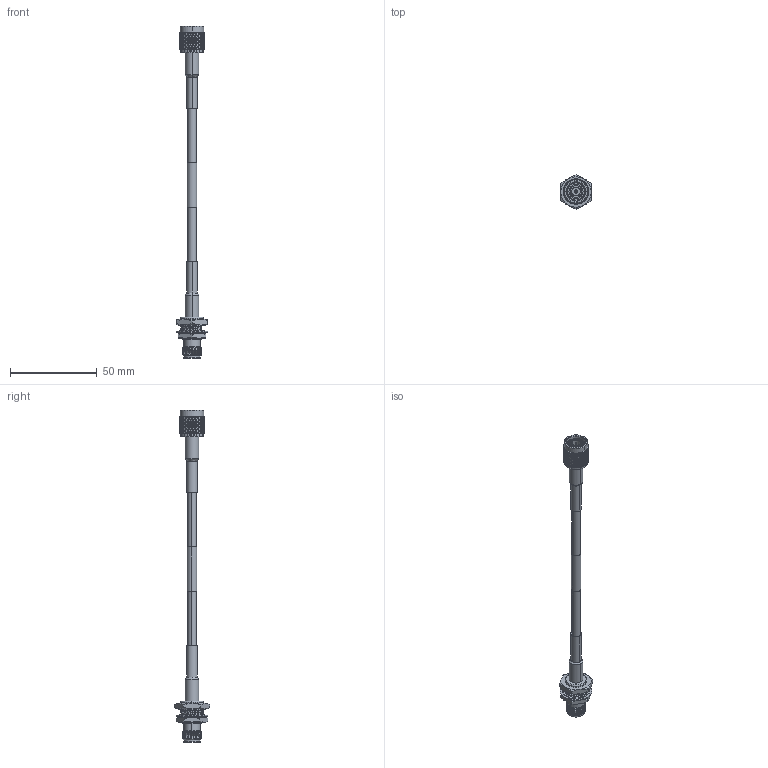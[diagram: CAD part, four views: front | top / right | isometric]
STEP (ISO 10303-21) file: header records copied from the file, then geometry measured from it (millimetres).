
FILE_DESCRIPTION (( 'STEP AP214' ), '1' );
FILE_NAME ('FMCA100231_3D.step', '2024-10-30T17:03:21', ( '' ), ( '' ), 'SwSTEP 2.0', 'SolidWorks 2022', '' );
FILE_SCHEMA (( 'AUTOMOTIVE_DESIGN' ));
Length unit declared in the file: inch
Products named in the file (5): FMCA100231_3D; FMCN1397^FMCA100231; Coax Cable^FMCA100231_LMR-195; FMCN5266^FMCA100231; Heat Shrinks^FMCA100231
Assembly tree (5 placements, depth 2):
  FMCA100231_3D
    Coax Cable^FMCA100231_LMR-195
    Heat Shrinks^FMCA100231  x2
    FMCN1397^FMCA100231
    FMCN5266^FMCA100231
Bounding box: 18.34 x 20.21 x 191.35 mm (x, y, z)
Volume: 9896.9 mm3; surface area: 10066.9 mm2
Topology: 10 solids, 11 shells, 2950 faces, 6415 edges, 3502 vertices
Faces by surface type: bspline 2084, cylinder 665, plane 113, cone 82, torus 6
Entity records: 125003 total; most frequent: CARTESIAN_POINT 84280, ORIENTED_EDGE 12790, EDGE_CURVE 6395, VERTEX_POINT 3493, EDGE_LOOP 2970, DIRECTION 2944, ADVANCED_FACE 2941, FACE_OUTER_BOUND 2941
